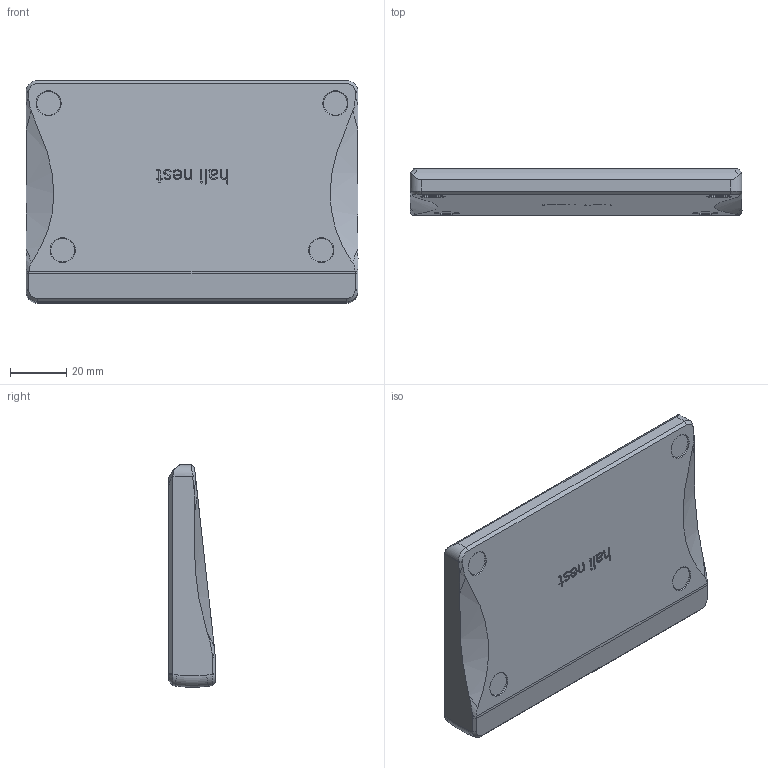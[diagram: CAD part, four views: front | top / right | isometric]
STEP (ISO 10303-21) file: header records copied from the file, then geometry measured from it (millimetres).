
FILE_DESCRIPTION(/* description */ (''),/* implementation_level */ '2;1');
FILE_NAME(/* name */ 'hali nest1.1 v2.step',/* time_stamp */ '2022-06-01T17:09:57-04:00',/* author */ (''),/* organization */ (''),/* preprocessor_version */ 'ST-DEVELOPER v19',/* originating_system */ 'Autodesk Translation Framework v11.7.0.108',/* authorisation */ '');
FILE_SCHEMA (('AUTOMOTIVE_DESIGN { 1 0 10303 214 3 1 1 }'));
Length unit declared in the file: millimetre
Products named in the file (1): hali nest1.1
Bounding box: 117.6 x 16.5 x 78.81 mm (x, y, z)
Volume: 91648.2 mm3; surface area: 27746 mm2
Topology: 1 solids, 1 shells, 497 faces, 1261 edges, 796 vertices
Faces by surface type: plane 187, bspline 175, cylinder 71, cone 62, torus 2
Full cylindrical faces by diameter (mm): 8.5 x4
Entity records: 16887 total; most frequent: CARTESIAN_POINT 6004, ORIENTED_EDGE 2522, DIRECTION 1741, EDGE_CURVE 1261, VERTEX_POINT 796, LINE 695, VECTOR 695, EDGE_LOOP 527
